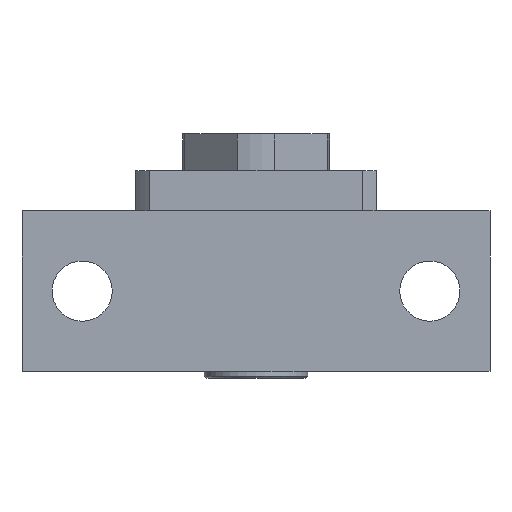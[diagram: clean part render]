
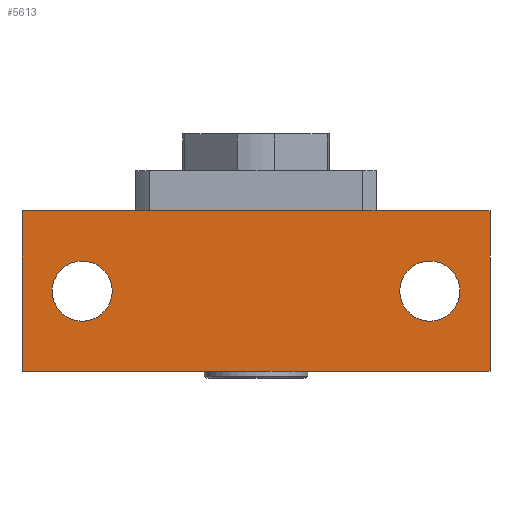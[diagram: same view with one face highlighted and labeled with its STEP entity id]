
A CAD part, front view. The second image highlights one B-rep face of the part: STEP entity #5613.
In plain terms, the highlighted planar face has unit normal (0, -1, 0).
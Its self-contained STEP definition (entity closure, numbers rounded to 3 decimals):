
#8 = VERTEX_POINT ( 'NONE', #1343 ) ;
#43 = VERTEX_POINT ( 'NONE', #7447 ) ;
#66 = AXIS2_PLACEMENT_3D ( 'NONE', #7507, #6714, #5923 ) ;
#183 = EDGE_CURVE ( 'NONE', #7642, #1213, #3150, .T. ) ;
#203 = CIRCLE ( 'NONE', #2065, 4.5 ) ;
#227 = ORIENTED_EDGE ( 'NONE', *, *, #4884, .T. ) ;
#456 = VERTEX_POINT ( 'NONE', #3018 ) ;
#598 = AXIS2_PLACEMENT_3D ( 'NONE', #2659, #1889, #1118 ) ;
#611 = PLANE ( 'NONE',  #66 ) ;
#690 = LINE ( 'NONE', #7590, #7106 ) ;
#694 = EDGE_LOOP ( 'NONE', ( #6568, #3508, #3836, #227 ) ) ;
#714 = CARTESIAN_POINT ( 'NONE',  ( 26., -25., -12. ) ) ;
#871 = CIRCLE ( 'NONE', #6036, 4.5 ) ;
#1118 = DIRECTION ( 'NONE',  ( 0., 0., 1. ) ) ;
#1213 = VERTEX_POINT ( 'NONE', #5061 ) ;
#1343 = CARTESIAN_POINT ( 'NONE',  ( 35., -25., 0. ) ) ;
#1386 = DIRECTION ( 'NONE',  ( 1., 0., 0. ) ) ;
#1580 = VERTEX_POINT ( 'NONE', #2280 ) ;
#1889 = DIRECTION ( 'NONE',  ( 0., 1., 0. ) ) ;
#2065 = AXIS2_PLACEMENT_3D ( 'NONE', #5739, #4938, #4144 ) ;
#2108 = CARTESIAN_POINT ( 'NONE',  ( -26., -25., -16.5 ) ) ;
#2166 = CARTESIAN_POINT ( 'NONE',  ( -35., -25., -24. ) ) ;
#2280 = CARTESIAN_POINT ( 'NONE',  ( 26., -25., -7.5 ) ) ;
#2576 = ORIENTED_EDGE ( 'NONE', *, *, #3683, .T. ) ;
#2659 = CARTESIAN_POINT ( 'NONE',  ( -26., -25., -12. ) ) ;
#3018 = CARTESIAN_POINT ( 'NONE',  ( 35., -25., -24. ) ) ;
#3150 = LINE ( 'NONE', #6934, #7530 ) ;
#3508 = ORIENTED_EDGE ( 'NONE', *, *, #183, .F. ) ;
#3683 = EDGE_CURVE ( 'NONE', #6823, #1580, #4014, .T. ) ;
#3701 = LINE ( 'NONE', #2166, #6678 ) ;
#3836 = ORIENTED_EDGE ( 'NONE', *, *, #4895, .T. ) ;
#4014 = CIRCLE ( 'NONE', #5666, 4.5 ) ;
#4039 = DIRECTION ( 'NONE',  ( 0., 0., 1. ) ) ;
#4144 = DIRECTION ( 'NONE',  ( 0., 0., 1. ) ) ;
#4464 = EDGE_CURVE ( 'NONE', #7660, #43, #203, .T. ) ;
#4506 = DIRECTION ( 'NONE',  ( 0., 0., 1. ) ) ;
#4768 = FACE_BOUND ( 'NONE', #6787, .T. ) ;
#4839 = DIRECTION ( 'NONE',  ( 0., 1., 0. ) ) ;
#4884 = EDGE_CURVE ( 'NONE', #456, #8, #6890, .T. ) ;
#4895 = EDGE_CURVE ( 'NONE', #7642, #456, #3701, .T. ) ;
#4938 = DIRECTION ( 'NONE',  ( 0., 1., 0. ) ) ;
#5061 = CARTESIAN_POINT ( 'NONE',  ( -35., -25., 0. ) ) ;
#5315 = CARTESIAN_POINT ( 'NONE',  ( 35., -25., -24. ) ) ;
#5613 = ADVANCED_FACE ( 'NONE', ( #4768, #6970, #7363 ), #611, .T. ) ;
#5637 = CARTESIAN_POINT ( 'NONE',  ( 26., -25., -12. ) ) ;
#5666 = AXIS2_PLACEMENT_3D ( 'NONE', #714, #7619, #6824 ) ;
#5739 = CARTESIAN_POINT ( 'NONE',  ( -26., -25., -12. ) ) ;
#5782 = ORIENTED_EDGE ( 'NONE', *, *, #6644, .T. ) ;
#5923 = DIRECTION ( 'NONE',  ( 0., 0., -1. ) ) ;
#6014 = ORIENTED_EDGE ( 'NONE', *, *, #4464, .T. ) ;
#6036 = AXIS2_PLACEMENT_3D ( 'NONE', #5637, #4839, #4039 ) ;
#6078 = CARTESIAN_POINT ( 'NONE',  ( 26., -25., -16.5 ) ) ;
#6126 = DIRECTION ( 'NONE',  ( 0., 0., 1. ) ) ;
#6271 = VECTOR ( 'NONE', #4506, 1000. ) ;
#6568 = ORIENTED_EDGE ( 'NONE', *, *, #6582, .F. ) ;
#6582 = EDGE_CURVE ( 'NONE', #1213, #8, #690, .T. ) ;
#6644 = EDGE_CURVE ( 'NONE', #43, #7660, #7377, .T. ) ;
#6655 = EDGE_CURVE ( 'NONE', #1580, #6823, #871, .T. ) ;
#6678 = VECTOR ( 'NONE', #1386, 1000. ) ;
#6714 = DIRECTION ( 'NONE',  ( 0., -1., 0. ) ) ;
#6726 = ORIENTED_EDGE ( 'NONE', *, *, #6655, .T. ) ;
#6760 = EDGE_LOOP ( 'NONE', ( #5782, #6014 ) ) ;
#6787 = EDGE_LOOP ( 'NONE', ( #6726, #2576 ) ) ;
#6801 = DIRECTION ( 'NONE',  ( 1., 0., 0. ) ) ;
#6823 = VERTEX_POINT ( 'NONE', #6078 ) ;
#6824 = DIRECTION ( 'NONE',  ( 0., 0., 1. ) ) ;
#6890 = LINE ( 'NONE', #5315, #6271 ) ;
#6934 = CARTESIAN_POINT ( 'NONE',  ( -35., -25., -24. ) ) ;
#6970 = FACE_BOUND ( 'NONE', #6760, .T. ) ;
#7106 = VECTOR ( 'NONE', #6801, 1000. ) ;
#7363 = FACE_OUTER_BOUND ( 'NONE', #694, .T. ) ;
#7377 = CIRCLE ( 'NONE', #598, 4.5 ) ;
#7447 = CARTESIAN_POINT ( 'NONE',  ( -26., -25., -7.5 ) ) ;
#7507 = CARTESIAN_POINT ( 'NONE',  ( -35., -25., -24. ) ) ;
#7530 = VECTOR ( 'NONE', #6126, 1000. ) ;
#7590 = CARTESIAN_POINT ( 'NONE',  ( -35., -25., 0. ) ) ;
#7619 = DIRECTION ( 'NONE',  ( 0., 1., 0. ) ) ;
#7625 = CARTESIAN_POINT ( 'NONE',  ( -35., -25., -24. ) ) ;
#7642 = VERTEX_POINT ( 'NONE', #7625 ) ;
#7660 = VERTEX_POINT ( 'NONE', #2108 ) ;
